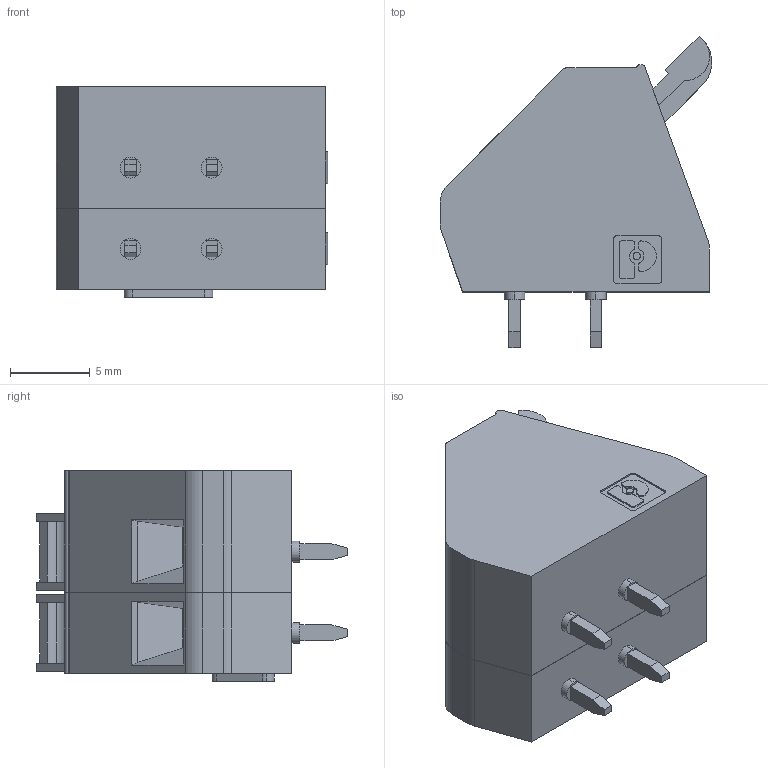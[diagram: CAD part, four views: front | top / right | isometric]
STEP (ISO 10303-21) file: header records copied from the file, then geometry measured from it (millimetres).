
FILE_DESCRIPTION (( 'STEP AP214' ), '1' );
FILE_NAME ('User Library-1906158.STEP', '2019-07-25T11:49:41', ( '' ), ( '' ), 'SwSTEP 2.0', 'SolidWorks 2019', '' );
FILE_SCHEMA (( 'AUTOMOTIVE_DESIGN' ));
Length unit declared in the file: millimetre
Products named in the file (5): User Library-1906158_17067301; User Library-1906158_zfkdsa_1_5-w-7_62-simple; User Library-1906158; User Library-1906158_Assembly-1; User Library-1906158_zfkdsa_1_5-w-7_62-simple_2
Assembly tree (4 placements, depth 4):
  User Library-1906158
    User Library-1906158_17067301
      User Library-1906158_Assembly-1
        User Library-1906158_zfkdsa_1_5-w-7_62-simple_2
    User Library-1906158_zfkdsa_1_5-w-7_62-simple
Bounding box: 16.99 x 19.5 x 13.2 mm (x, y, z)
Volume: 2262.6 mm3; surface area: 1717.8 mm2
Topology: 2 solids, 2 shells, 238 faces, 596 edges, 386 vertices
Faces by surface type: plane 129, cylinder 61, bspline 36, cone 12
Entity records: 10962 total; most frequent: CARTESIAN_POINT 2489, DIRECTION 1200, ORIENTED_EDGE 1192, EDGE_CURVE 596, AXIS2_PLACEMENT_3D 417, VERTEX_POINT 386, LINE 366, VECTOR 366
